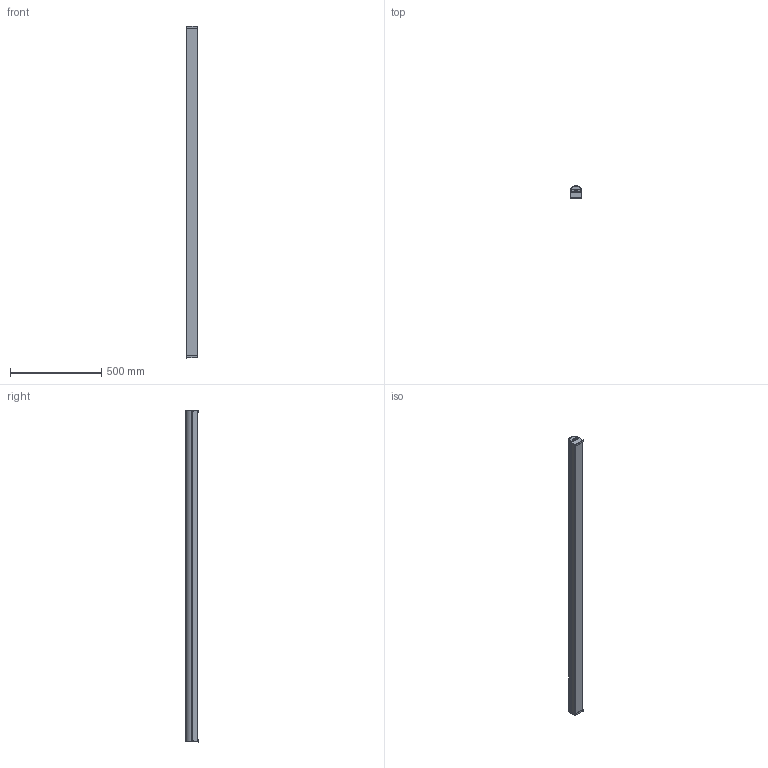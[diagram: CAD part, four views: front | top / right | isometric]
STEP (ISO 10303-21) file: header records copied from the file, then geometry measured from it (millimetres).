
FILE_DESCRIPTION (( 'STEP AP214' ), '1' );
FILE_NAME ('BAT_CBO_1800.STEP', '2025-01-29T08:14:23', ( '' ), ( '' ), 'SwSTEP 2.0', 'SolidWorks 2022', '' );
FILE_SCHEMA (( 'AUTOMOTIVE_DESIGN' ));
Length unit declared in the file: millimetre
Products named in the file (1): BAT_CBO_1800
Bounding box: 64.08 x 69.56 x 1818.8 mm (x, y, z)
Volume: 335166.8 mm3; surface area: 1016039.7 mm2
Topology: 8 solids, 8 shells, 320 faces, 828 edges, 530 vertices
Faces by surface type: plane 189, cylinder 95, cone 20, torus 8, bspline 8
Entity records: 14318 total; most frequent: CARTESIAN_POINT 2982, ORIENTED_EDGE 1656, DIRECTION 1523, EDGE_CURVE 828, LINE 569, VECTOR 569, VERTEX_POINT 530, AXIS2_PLACEMENT_3D 477
